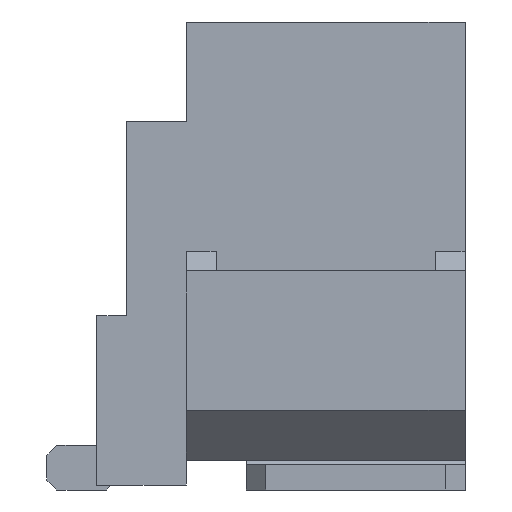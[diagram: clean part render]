
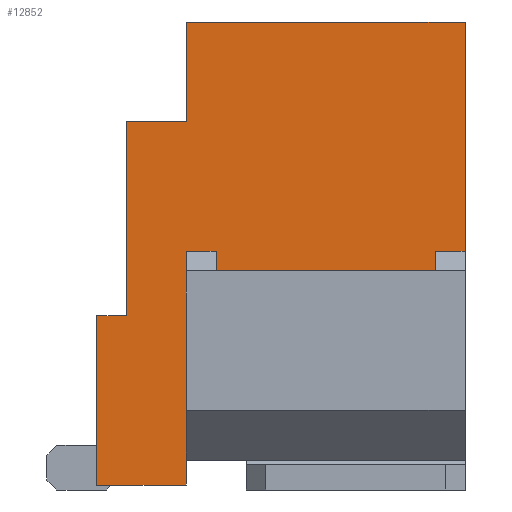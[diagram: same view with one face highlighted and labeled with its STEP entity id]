
A CAD part, left-side view. The second image highlights one B-rep face of the part: STEP entity #12852.
In plain terms, the highlighted planar face has unit normal (-1, 0, 0).
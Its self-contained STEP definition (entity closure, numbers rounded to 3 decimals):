
#30 = EDGE_CURVE ( 'NONE', #1167, #11700, #1192, .T. ) ;
#116 = ORIENTED_EDGE ( 'NONE', *, *, #848, .F. ) ;
#183 = DIRECTION ( 'NONE',  ( 1., 0., 0. ) ) ;
#268 = EDGE_CURVE ( 'NONE', #1600, #1934, #5417, .T. ) ;
#288 = DIRECTION ( 'NONE',  ( 0., -1., 0. ) ) ;
#291 = VERTEX_POINT ( 'NONE', #11730 ) ;
#424 = ORIENTED_EDGE ( 'NONE', *, *, #604, .F. ) ;
#604 = EDGE_CURVE ( 'NONE', #8299, #1600, #3564, .T. ) ;
#686 = EDGE_CURVE ( 'NONE', #10998, #9965, #5555, .T. ) ;
#848 = EDGE_CURVE ( 'NONE', #6504, #291, #2452, .T. ) ;
#935 = CARTESIAN_POINT ( 'NONE',  ( -4.625, 1.7, 0.05 ) ) ;
#1100 = DIRECTION ( 'NONE',  ( 0., 0., 1. ) ) ;
#1167 = VERTEX_POINT ( 'NONE', #6630 ) ;
#1192 = LINE ( 'NONE', #2894, #6109 ) ;
#1365 = CARTESIAN_POINT ( 'NONE',  ( -4.625, 1.7, 0.3 ) ) ;
#1600 = VERTEX_POINT ( 'NONE', #5128 ) ;
#1601 = DIRECTION ( 'NONE',  ( 0., 1., 0. ) ) ;
#1644 = CARTESIAN_POINT ( 'NONE',  ( -4.625, 1.7, 0.05 ) ) ;
#1761 = EDGE_CURVE ( 'NONE', #6504, #7026, #12355, .T. ) ;
#1781 = VECTOR ( 'NONE', #4901, 1000. ) ;
#1820 = DIRECTION ( 'NONE',  ( 0., 1., 0. ) ) ;
#1872 = AXIS2_PLACEMENT_3D ( 'NONE', #9007, #183, #7065 ) ;
#1934 = VERTEX_POINT ( 'NONE', #3239 ) ;
#1982 = VERTEX_POINT ( 'NONE', #12140 ) ;
#2277 = LINE ( 'NONE', #2818, #4306 ) ;
#2296 = VECTOR ( 'NONE', #12026, 1000. ) ;
#2301 = CARTESIAN_POINT ( 'NONE',  ( -4.625, 1.7, 2.4 ) ) ;
#2358 = VECTOR ( 'NONE', #9368, 1000. ) ;
#2452 = LINE ( 'NONE', #9507, #7380 ) ;
#2493 = ORIENTED_EDGE ( 'NONE', *, *, #6786, .T. ) ;
#2625 = CARTESIAN_POINT ( 'NONE',  ( -4.625, 1.4, 4.7 ) ) ;
#2679 = LINE ( 'NONE', #4402, #2358 ) ;
#2796 = VECTOR ( 'NONE', #10959, 1000. ) ;
#2818 = CARTESIAN_POINT ( 'NONE',  ( -4.625, 2.3, 3.7 ) ) ;
#2861 = LINE ( 'NONE', #2625, #7762 ) ;
#2894 = CARTESIAN_POINT ( 'NONE',  ( -4.625, 1.7, 2.4 ) ) ;
#3239 = CARTESIAN_POINT ( 'NONE',  ( -4.625, 2.6, 1.75 ) ) ;
#3293 = ORIENTED_EDGE ( 'NONE', *, *, #268, .F. ) ;
#3413 = EDGE_CURVE ( 'NONE', #11700, #1982, #2861, .T. ) ;
#3417 = VERTEX_POINT ( 'NONE', #10517 ) ;
#3453 = CARTESIAN_POINT ( 'NONE',  ( -4.625, 1.4, 1.7 ) ) ;
#3473 = ORIENTED_EDGE ( 'NONE', *, *, #7683, .T. ) ;
#3564 = LINE ( 'NONE', #7892, #5842 ) ;
#3570 = ORIENTED_EDGE ( 'NONE', *, *, #3591, .T. ) ;
#3591 = EDGE_CURVE ( 'NONE', #8299, #3889, #9621, .T. ) ;
#3708 = ORIENTED_EDGE ( 'NONE', *, *, #4976, .F. ) ;
#3818 = ORIENTED_EDGE ( 'NONE', *, *, #1761, .T. ) ;
#3820 = CARTESIAN_POINT ( 'NONE',  ( -4.625, 2.3, 3.7 ) ) ;
#3889 = VERTEX_POINT ( 'NONE', #1365 ) ;
#3989 = CARTESIAN_POINT ( 'NONE',  ( -4.625, 1.7, 4.7 ) ) ;
#4059 = CARTESIAN_POINT ( 'NONE',  ( -4.625, -1.1, 4.7 ) ) ;
#4306 = VECTOR ( 'NONE', #7695, 1000. ) ;
#4402 = CARTESIAN_POINT ( 'NONE',  ( -4.625, 1.7, 3.7 ) ) ;
#4434 = LINE ( 'NONE', #3453, #9648 ) ;
#4474 = LINE ( 'NONE', #12602, #6768 ) ;
#4618 = DIRECTION ( 'NONE',  ( 0., 0., -1. ) ) ;
#4901 = DIRECTION ( 'NONE',  ( 0., 0., 1. ) ) ;
#4918 = CARTESIAN_POINT ( 'NONE',  ( -4.625, 2.3, 1.75 ) ) ;
#4976 = EDGE_CURVE ( 'NONE', #9380, #10998, #2679, .T. ) ;
#5047 = EDGE_LOOP ( 'NONE', ( #8618, #9617, #12547, #116, #3818, #2493, #5602, #3708, #8795, #9103, #5195, #3293, #424, #3570, #3473 ) ) ;
#5099 = PLANE ( 'NONE',  #1872 ) ;
#5128 = CARTESIAN_POINT ( 'NONE',  ( -4.625, 2.6, 0.05 ) ) ;
#5195 = ORIENTED_EDGE ( 'NONE', *, *, #6268, .T. ) ;
#5417 = LINE ( 'NONE', #11382, #2796 ) ;
#5555 = LINE ( 'NONE', #9245, #2296 ) ;
#5602 = ORIENTED_EDGE ( 'NONE', *, *, #686, .F. ) ;
#5842 = VECTOR ( 'NONE', #1820, 1000. ) ;
#5913 = CARTESIAN_POINT ( 'NONE',  ( -4.625, -0.8, 2.4 ) ) ;
#6109 = VECTOR ( 'NONE', #10543, 1000. ) ;
#6268 = EDGE_CURVE ( 'NONE', #3417, #1934, #11481, .T. ) ;
#6504 = VERTEX_POINT ( 'NONE', #5913 ) ;
#6630 = CARTESIAN_POINT ( 'NONE',  ( -4.625, 1.7, 2.4 ) ) ;
#6712 = DIRECTION ( 'NONE',  ( 0., 0., -1. ) ) ;
#6768 = VECTOR ( 'NONE', #7615, 1000. ) ;
#6786 = EDGE_CURVE ( 'NONE', #7026, #9965, #10652, .T. ) ;
#6828 = FACE_OUTER_BOUND ( 'NONE', #5047, .T. ) ;
#7026 = VERTEX_POINT ( 'NONE', #9582 ) ;
#7065 = DIRECTION ( 'NONE',  ( 0., 0., -1. ) ) ;
#7358 = VECTOR ( 'NONE', #288, 1000. ) ;
#7380 = VECTOR ( 'NONE', #6712, 1000. ) ;
#7615 = DIRECTION ( 'NONE',  ( 0., 0., 1. ) ) ;
#7683 = EDGE_CURVE ( 'NONE', #3889, #1167, #4474, .T. ) ;
#7688 = VECTOR ( 'NONE', #1100, 1000. ) ;
#7695 = DIRECTION ( 'NONE',  ( 0., -1., 0. ) ) ;
#7762 = VECTOR ( 'NONE', #4618, 1000. ) ;
#7769 = EDGE_CURVE ( 'NONE', #12603, #9380, #2277, .T. ) ;
#7827 = EDGE_CURVE ( 'NONE', #3417, #12603, #9975, .T. ) ;
#7871 = DIRECTION ( 'NONE',  ( 0., 0., 1. ) ) ;
#7892 = CARTESIAN_POINT ( 'NONE',  ( -4.625, 2.6, 0.05 ) ) ;
#8175 = EDGE_CURVE ( 'NONE', #1982, #291, #4434, .T. ) ;
#8299 = VERTEX_POINT ( 'NONE', #1644 ) ;
#8457 = CARTESIAN_POINT ( 'NONE',  ( -4.625, 2.3, 1.75 ) ) ;
#8618 = ORIENTED_EDGE ( 'NONE', *, *, #30, .T. ) ;
#8795 = ORIENTED_EDGE ( 'NONE', *, *, #7769, .F. ) ;
#8806 = VECTOR ( 'NONE', #1601, 1000. ) ;
#9007 = CARTESIAN_POINT ( 'NONE',  ( -4.625, 2.6, 4.7 ) ) ;
#9103 = ORIENTED_EDGE ( 'NONE', *, *, #7827, .F. ) ;
#9245 = CARTESIAN_POINT ( 'NONE',  ( -4.625, 2.6, 4.7 ) ) ;
#9368 = DIRECTION ( 'NONE',  ( 0., 0., 1. ) ) ;
#9380 = VERTEX_POINT ( 'NONE', #11502 ) ;
#9409 = CARTESIAN_POINT ( 'NONE',  ( -4.625, -1.1, 4.7 ) ) ;
#9507 = CARTESIAN_POINT ( 'NONE',  ( -4.625, -0.8, 4.7 ) ) ;
#9582 = CARTESIAN_POINT ( 'NONE',  ( -4.625, -1.1, 2.4 ) ) ;
#9617 = ORIENTED_EDGE ( 'NONE', *, *, #3413, .T. ) ;
#9621 = LINE ( 'NONE', #935, #1781 ) ;
#9648 = VECTOR ( 'NONE', #10332, 1000. ) ;
#9965 = VERTEX_POINT ( 'NONE', #9409 ) ;
#9975 = LINE ( 'NONE', #4918, #12362 ) ;
#10332 = DIRECTION ( 'NONE',  ( 0., -1., 0. ) ) ;
#10517 = CARTESIAN_POINT ( 'NONE',  ( -4.625, 2.3, 1.75 ) ) ;
#10543 = DIRECTION ( 'NONE',  ( 0., -1., 0. ) ) ;
#10652 = LINE ( 'NONE', #4059, #7688 ) ;
#10940 = CARTESIAN_POINT ( 'NONE',  ( -4.625, 1.4, 2.4 ) ) ;
#10959 = DIRECTION ( 'NONE',  ( 0., 0., 1. ) ) ;
#10998 = VERTEX_POINT ( 'NONE', #3989 ) ;
#11382 = CARTESIAN_POINT ( 'NONE',  ( -4.625, 2.6, 4.7 ) ) ;
#11481 = LINE ( 'NONE', #8457, #8806 ) ;
#11502 = CARTESIAN_POINT ( 'NONE',  ( -4.625, 1.7, 3.7 ) ) ;
#11700 = VERTEX_POINT ( 'NONE', #10940 ) ;
#11730 = CARTESIAN_POINT ( 'NONE',  ( -4.625, -0.8, 1.7 ) ) ;
#12026 = DIRECTION ( 'NONE',  ( 0., -1., 0. ) ) ;
#12140 = CARTESIAN_POINT ( 'NONE',  ( -4.625, 1.4, 1.7 ) ) ;
#12355 = LINE ( 'NONE', #2301, #7358 ) ;
#12362 = VECTOR ( 'NONE', #7871, 1000. ) ;
#12547 = ORIENTED_EDGE ( 'NONE', *, *, #8175, .T. ) ;
#12602 = CARTESIAN_POINT ( 'NONE',  ( -4.625, 1.7, 0.3 ) ) ;
#12603 = VERTEX_POINT ( 'NONE', #3820 ) ;
#12852 = ADVANCED_FACE ( 'NONE', ( #6828 ), #5099, .F. ) ;
